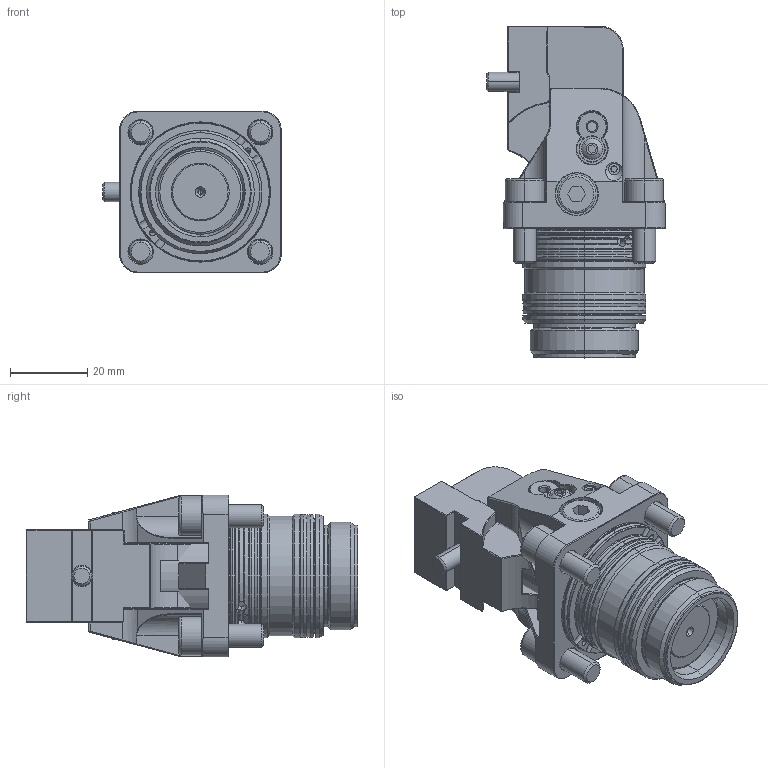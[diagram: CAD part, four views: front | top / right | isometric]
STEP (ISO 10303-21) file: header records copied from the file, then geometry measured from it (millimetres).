
FILE_DESCRIPTION (( 'STEP AP214' ), '1' );
FILE_NAME ('DLSP-A2205-030.step', '2025-12-19T09:39:31', ( '' ), ( '' ), 'SwSTEP 2.0', 'SolidWorks 2025', '' );
FILE_SCHEMA (( 'AUTOMOTIVE_DESIGN' ));
Length unit declared in the file: millimetre
Products named in the file (1): DLSP-A2205-030
Bounding box: 46.34 x 86.14 x 42 mm (x, y, z)
Volume: 76914.7 mm3; surface area: 28654.1 mm2
Topology: 17 solids, 18 shells, 930 faces, 2146 edges, 1281 vertices
Faces by surface type: plane 347, cone 235, cylinder 226, torus 92, bspline 26, sphere 4
Entity records: 31287 total; most frequent: CARTESIAN_POINT 10256, DIRECTION 4451, ORIENTED_EDGE 4256, EDGE_CURVE 2128, AXIS2_PLACEMENT_3D 1724, VERTEX_POINT 1281, LINE 1003, VECTOR 1003
